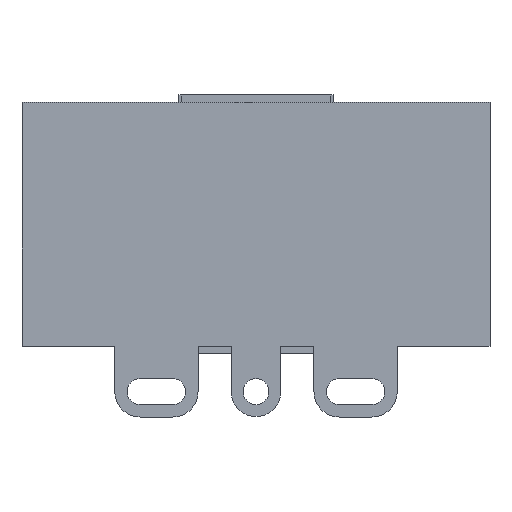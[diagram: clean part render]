
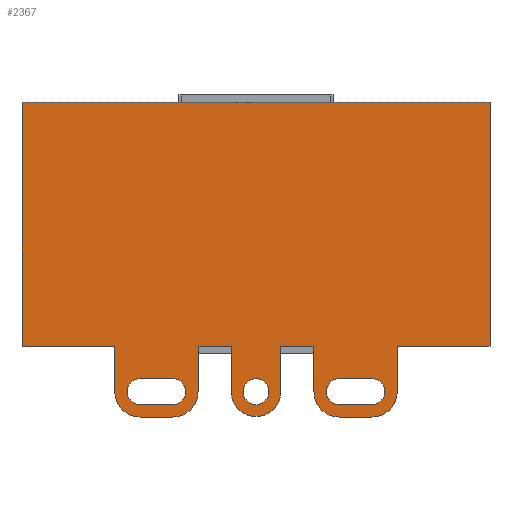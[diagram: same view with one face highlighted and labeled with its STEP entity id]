
A CAD part, front view. The second image highlights one B-rep face of the part: STEP entity #2367.
In plain terms, the highlighted planar face has unit normal (0, -1, 0).
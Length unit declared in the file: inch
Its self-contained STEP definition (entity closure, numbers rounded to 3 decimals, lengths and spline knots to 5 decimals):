
#59=FACE_BOUND('',#283,.T.);
#60=FACE_BOUND('',#284,.T.);
#61=FACE_BOUND('',#285,.T.);
#89=CIRCLE('',#2535,0.255);
#90=CIRCLE('',#2536,0.255);
#91=CIRCLE('',#2537,0.25);
#92=CIRCLE('',#2538,0.255);
#93=CIRCLE('',#2539,0.255);
#94=CIRCLE('',#2540,0.13);
#95=CIRCLE('',#2541,0.13);
#96=CIRCLE('',#2542,0.13);
#97=CIRCLE('',#2543,0.13);
#98=CIRCLE('',#2544,0.13);
#139=FACE_OUTER_BOUND('',#282,.T.);
#282=EDGE_LOOP('',(#1784,#1785,#1786,#1787,#1788,#1789,#1790,#1791,#1792,
#1793,#1794,#1795,#1796,#1797,#1798,#1799,#1800,#1801,#1802,#1803));
#283=EDGE_LOOP('',(#1804));
#284=EDGE_LOOP('',(#1805,#1806,#1807,#1808));
#285=EDGE_LOOP('',(#1809,#1810,#1811,#1812));
#425=LINE('',#3393,#718);
#435=LINE('',#3423,#728);
#439=LINE('',#3431,#732);
#443=LINE('',#3439,#736);
#447=LINE('',#3447,#740);
#500=LINE('',#3556,#793);
#556=LINE('',#3664,#849);
#567=LINE('',#3695,#860);
#568=LINE('',#3699,#861);
#569=LINE('',#3702,#862);
#570=LINE('',#3704,#863);
#571=LINE('',#3707,#864);
#572=LINE('',#3709,#865);
#573=LINE('',#3713,#866);
#574=LINE('',#3716,#867);
#575=LINE('',#3721,#868);
#576=LINE('',#3725,#869);
#577=LINE('',#3731,#870);
#578=LINE('',#3734,#871);
#718=VECTOR('',#2725,2.45);
#728=VECTOR('',#2747,0.93165);
#732=VECTOR('',#2751,0.33165);
#736=VECTOR('',#2755,0.33165);
#740=VECTOR('',#2759,0.93165);
#793=VECTOR('',#2826,4.7);
#849=VECTOR('',#2896,2.45);
#860=VECTOR('',#2921,0.45457);
#861=VECTOR('',#2924,0.32669);
#862=VECTOR('',#2927,0.45457);
#863=VECTOR('',#2928,0.45457);
#864=VECTOR('',#2931,0.45457);
#865=VECTOR('',#2932,0.45457);
#866=VECTOR('',#2935,0.32669);
#867=VECTOR('',#2938,0.45457);
#868=VECTOR('',#2941,0.32669);
#869=VECTOR('',#2944,0.32669);
#870=VECTOR('',#2949,0.32669);
#871=VECTOR('',#2952,0.32669);
#1015=VERTEX_POINT('',#3390);
#1016=VERTEX_POINT('',#3392);
#1030=VERTEX_POINT('',#3422);
#1033=VERTEX_POINT('',#3428);
#1034=VERTEX_POINT('',#3430);
#1037=VERTEX_POINT('',#3436);
#1038=VERTEX_POINT('',#3438);
#1041=VERTEX_POINT('',#3444);
#1042=VERTEX_POINT('',#3446);
#1091=VERTEX_POINT('',#3554);
#1149=VERTEX_POINT('',#3694);
#1150=VERTEX_POINT('',#3696);
#1151=VERTEX_POINT('',#3698);
#1152=VERTEX_POINT('',#3700);
#1153=VERTEX_POINT('',#3703);
#1154=VERTEX_POINT('',#3705);
#1155=VERTEX_POINT('',#3708);
#1156=VERTEX_POINT('',#3710);
#1157=VERTEX_POINT('',#3712);
#1158=VERTEX_POINT('',#3714);
#1159=VERTEX_POINT('',#3717);
#1160=VERTEX_POINT('',#3719);
#1161=VERTEX_POINT('',#3720);
#1162=VERTEX_POINT('',#3722);
#1163=VERTEX_POINT('',#3724);
#1164=VERTEX_POINT('',#3727);
#1165=VERTEX_POINT('',#3728);
#1166=VERTEX_POINT('',#3730);
#1167=VERTEX_POINT('',#3732);
#1249=EDGE_CURVE('',#1016,#1015,#425,.T.);
#1264=EDGE_CURVE('',#1030,#1016,#435,.T.);
#1268=EDGE_CURVE('',#1034,#1033,#439,.T.);
#1272=EDGE_CURVE('',#1038,#1037,#443,.T.);
#1276=EDGE_CURVE('',#1042,#1041,#447,.T.);
#1332=EDGE_CURVE('',#1015,#1091,#500,.T.);
#1388=EDGE_CURVE('',#1091,#1042,#556,.T.);
#1403=EDGE_CURVE('',#1149,#1041,#567,.T.);
#1404=EDGE_CURVE('',#1149,#1150,#89,.T.);
#1405=EDGE_CURVE('',#1151,#1150,#568,.T.);
#1406=EDGE_CURVE('',#1151,#1152,#90,.T.);
#1407=EDGE_CURVE('',#1152,#1038,#569,.T.);
#1408=EDGE_CURVE('',#1153,#1037,#570,.T.);
#1409=EDGE_CURVE('',#1153,#1154,#91,.T.);
#1410=EDGE_CURVE('',#1154,#1034,#571,.T.);
#1411=EDGE_CURVE('',#1155,#1033,#572,.T.);
#1412=EDGE_CURVE('',#1156,#1155,#92,.F.);
#1413=EDGE_CURVE('',#1156,#1157,#573,.T.);
#1414=EDGE_CURVE('',#1158,#1157,#93,.F.);
#1415=EDGE_CURVE('',#1158,#1030,#574,.T.);
#1416=EDGE_CURVE('',#1159,#1159,#94,.T.);
#1417=EDGE_CURVE('',#1160,#1161,#575,.T.);
#1418=EDGE_CURVE('',#1161,#1162,#95,.F.);
#1419=EDGE_CURVE('',#1163,#1162,#576,.T.);
#1420=EDGE_CURVE('',#1163,#1160,#96,.F.);
#1421=EDGE_CURVE('',#1164,#1165,#97,.T.);
#1422=EDGE_CURVE('',#1166,#1164,#577,.T.);
#1423=EDGE_CURVE('',#1167,#1166,#98,.T.);
#1424=EDGE_CURVE('',#1167,#1165,#578,.T.);
#1784=ORIENTED_EDGE('',*,*,#1332,.T.);
#1785=ORIENTED_EDGE('',*,*,#1388,.T.);
#1786=ORIENTED_EDGE('',*,*,#1276,.T.);
#1787=ORIENTED_EDGE('',*,*,#1403,.F.);
#1788=ORIENTED_EDGE('',*,*,#1404,.T.);
#1789=ORIENTED_EDGE('',*,*,#1405,.F.);
#1790=ORIENTED_EDGE('',*,*,#1406,.T.);
#1791=ORIENTED_EDGE('',*,*,#1407,.T.);
#1792=ORIENTED_EDGE('',*,*,#1272,.T.);
#1793=ORIENTED_EDGE('',*,*,#1408,.F.);
#1794=ORIENTED_EDGE('',*,*,#1409,.T.);
#1795=ORIENTED_EDGE('',*,*,#1410,.T.);
#1796=ORIENTED_EDGE('',*,*,#1268,.T.);
#1797=ORIENTED_EDGE('',*,*,#1411,.F.);
#1798=ORIENTED_EDGE('',*,*,#1412,.F.);
#1799=ORIENTED_EDGE('',*,*,#1413,.T.);
#1800=ORIENTED_EDGE('',*,*,#1414,.F.);
#1801=ORIENTED_EDGE('',*,*,#1415,.T.);
#1802=ORIENTED_EDGE('',*,*,#1264,.T.);
#1803=ORIENTED_EDGE('',*,*,#1249,.T.);
#1804=ORIENTED_EDGE('',*,*,#1416,.F.);
#1805=ORIENTED_EDGE('',*,*,#1417,.T.);
#1806=ORIENTED_EDGE('',*,*,#1418,.T.);
#1807=ORIENTED_EDGE('',*,*,#1419,.F.);
#1808=ORIENTED_EDGE('',*,*,#1420,.T.);
#1809=ORIENTED_EDGE('',*,*,#1421,.F.);
#1810=ORIENTED_EDGE('',*,*,#1422,.F.);
#1811=ORIENTED_EDGE('',*,*,#1423,.F.);
#1812=ORIENTED_EDGE('',*,*,#1424,.T.);
#2268=PLANE('',#2534);
#2367=ADVANCED_FACE('',(#139,#59,#60,#61),#2268,.T.);
#2534=AXIS2_PLACEMENT_3D('',#3693,#2919,#2920);
#2535=AXIS2_PLACEMENT_3D('',#3697,#2922,#2923);
#2536=AXIS2_PLACEMENT_3D('',#3701,#2925,#2926);
#2537=AXIS2_PLACEMENT_3D('',#3706,#2929,#2930);
#2538=AXIS2_PLACEMENT_3D('',#3711,#2933,#2934);
#2539=AXIS2_PLACEMENT_3D('',#3715,#2936,#2937);
#2540=AXIS2_PLACEMENT_3D('',#3718,#2939,#2940);
#2541=AXIS2_PLACEMENT_3D('',#3723,#2942,#2943);
#2542=AXIS2_PLACEMENT_3D('',#3726,#2945,#2946);
#2543=AXIS2_PLACEMENT_3D('',#3729,#2947,#2948);
#2544=AXIS2_PLACEMENT_3D('',#3733,#2950,#2951);
#2725=DIRECTION('',(0.,0.,1.));
#2747=DIRECTION('',(1.,0.,0.));
#2751=DIRECTION('',(1.,0.,0.));
#2755=DIRECTION('',(1.,0.,0.));
#2759=DIRECTION('',(1.,0.,0.));
#2826=DIRECTION('',(-1.,0.,0.));
#2896=DIRECTION('',(0.,0.,-1.));
#2919=DIRECTION('center_axis',(0.,-1.,0.));
#2920=DIRECTION('ref_axis',(0.,0.,-1.));
#2921=DIRECTION('',(0.,0.,1.));
#2922=DIRECTION('center_axis',(0.,-1.,0.));
#2923=DIRECTION('ref_axis',(0.,0.,-1.));
#2924=DIRECTION('',(-1.,0.,0.));
#2925=DIRECTION('center_axis',(0.,-1.,0.));
#2926=DIRECTION('ref_axis',(0.,0.,-1.));
#2927=DIRECTION('',(0.,0.,1.));
#2928=DIRECTION('',(0.,0.,1.));
#2929=DIRECTION('center_axis',(0.,-1.,0.));
#2930=DIRECTION('ref_axis',(0.,0.,-1.));
#2931=DIRECTION('',(0.,0.,1.));
#2932=DIRECTION('',(0.,0.,1.));
#2933=DIRECTION('center_axis',(0.,-1.,0.));
#2934=DIRECTION('ref_axis',(0.,0.,-1.));
#2935=DIRECTION('',(1.,0.,0.));
#2936=DIRECTION('center_axis',(0.,-1.,0.));
#2937=DIRECTION('ref_axis',(0.,0.,-1.));
#2938=DIRECTION('',(0.,0.,1.));
#2939=DIRECTION('center_axis',(0.,-1.,0.));
#2940=DIRECTION('ref_axis',(0.,0.,-1.));
#2941=DIRECTION('',(1.,0.,0.));
#2942=DIRECTION('center_axis',(0.,-1.,0.));
#2943=DIRECTION('ref_axis',(0.,0.,-1.));
#2944=DIRECTION('',(1.,0.,0.));
#2945=DIRECTION('center_axis',(0.,-1.,0.));
#2946=DIRECTION('ref_axis',(0.,0.,-1.));
#2947=DIRECTION('center_axis',(0.,-1.,0.));
#2948=DIRECTION('ref_axis',(0.,0.,-1.));
#2949=DIRECTION('',(-1.,0.,0.));
#2950=DIRECTION('center_axis',(0.,-1.,0.));
#2951=DIRECTION('ref_axis',(0.,0.,-1.));
#2952=DIRECTION('',(-1.,0.,0.));
#3390=CARTESIAN_POINT('',(4.6,0.,0.1));
#3392=CARTESIAN_POINT('',(4.6,0.,-2.35));
#3393=CARTESIAN_POINT('',(4.6,0.,-2.35));
#3422=CARTESIAN_POINT('',(3.66835,0.,-2.35));
#3423=CARTESIAN_POINT('',(3.66835,0.,-2.35));
#3428=CARTESIAN_POINT('',(2.83165,0.,-2.35));
#3430=CARTESIAN_POINT('',(2.5,0.,-2.35));
#3431=CARTESIAN_POINT('',(2.5,0.,-2.35));
#3436=CARTESIAN_POINT('',(2.,0.,-2.35));
#3438=CARTESIAN_POINT('',(1.66835,0.,-2.35));
#3439=CARTESIAN_POINT('',(1.66835,0.,-2.35));
#3444=CARTESIAN_POINT('',(0.83165,0.,-2.35));
#3446=CARTESIAN_POINT('',(-0.1,0.,-2.35));
#3447=CARTESIAN_POINT('',(-0.1,0.,-2.35));
#3554=CARTESIAN_POINT('',(-0.1,0.,0.1));
#3556=CARTESIAN_POINT('',(4.6,0.,0.1));
#3664=CARTESIAN_POINT('',(-0.1,0.,0.1));
#3693=CARTESIAN_POINT('Origin',(0.,0.,0.));
#3694=CARTESIAN_POINT('',(0.83165,0.,-2.80457));
#3695=CARTESIAN_POINT('',(0.83165,0.,-2.80457));
#3696=CARTESIAN_POINT('',(1.08665,0.,-3.05957));
#3697=CARTESIAN_POINT('Origin',(1.08665,0.,-2.80457));
#3698=CARTESIAN_POINT('',(1.41335,0.,-3.05957));
#3699=CARTESIAN_POINT('',(1.41335,0.,-3.05957));
#3700=CARTESIAN_POINT('',(1.66835,0.,-2.80457));
#3701=CARTESIAN_POINT('Origin',(1.41335,0.,-2.80457));
#3702=CARTESIAN_POINT('',(1.66835,0.,-2.80457));
#3703=CARTESIAN_POINT('',(2.,0.,-2.80457));
#3704=CARTESIAN_POINT('',(2.,0.,-2.80457));
#3705=CARTESIAN_POINT('',(2.5,0.,-2.80457));
#3706=CARTESIAN_POINT('Origin',(2.25,0.,-2.80457));
#3707=CARTESIAN_POINT('',(2.5,0.,-2.80457));
#3708=CARTESIAN_POINT('',(2.83165,0.,-2.80457));
#3709=CARTESIAN_POINT('',(2.83165,0.,-2.80457));
#3710=CARTESIAN_POINT('',(3.08665,0.,-3.05957));
#3711=CARTESIAN_POINT('Origin',(3.08665,0.,-2.80457));
#3712=CARTESIAN_POINT('',(3.41335,0.,-3.05957));
#3713=CARTESIAN_POINT('',(3.08665,0.,-3.05957));
#3714=CARTESIAN_POINT('',(3.66835,0.,-2.80457));
#3715=CARTESIAN_POINT('Origin',(3.41335,0.,-2.80457));
#3716=CARTESIAN_POINT('',(3.66835,0.,-2.80457));
#3717=CARTESIAN_POINT('',(2.25,0.,-2.67457));
#3718=CARTESIAN_POINT('Origin',(2.25,0.,-2.80457));
#3719=CARTESIAN_POINT('',(3.08665,0.,-2.67457));
#3720=CARTESIAN_POINT('',(3.41335,0.,-2.67457));
#3721=CARTESIAN_POINT('',(3.08665,0.,-2.67457));
#3722=CARTESIAN_POINT('',(3.41335,0.,-2.93457));
#3723=CARTESIAN_POINT('Origin',(3.41335,0.,-2.80457));
#3724=CARTESIAN_POINT('',(3.08665,0.,-2.93457));
#3725=CARTESIAN_POINT('',(3.08665,0.,-2.93457));
#3726=CARTESIAN_POINT('Origin',(3.08665,0.,-2.80457));
#3727=CARTESIAN_POINT('',(1.08665,0.,-2.67457));
#3728=CARTESIAN_POINT('',(1.08665,0.,-2.93457));
#3729=CARTESIAN_POINT('Origin',(1.08665,0.,-2.80457));
#3730=CARTESIAN_POINT('',(1.41335,0.,-2.67457));
#3731=CARTESIAN_POINT('',(1.41335,0.,-2.67457));
#3732=CARTESIAN_POINT('',(1.41335,0.,-2.93457));
#3733=CARTESIAN_POINT('Origin',(1.41335,0.,-2.80457));
#3734=CARTESIAN_POINT('',(1.41335,0.,-2.93457));
